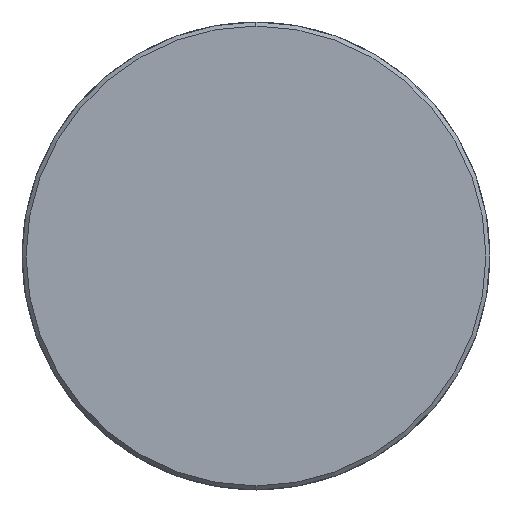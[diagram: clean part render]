
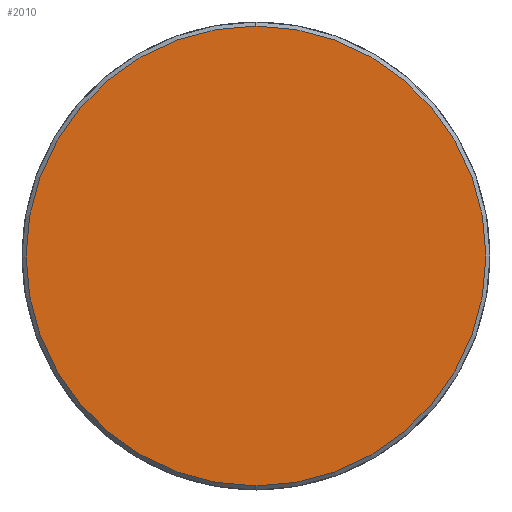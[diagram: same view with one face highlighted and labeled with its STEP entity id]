
A CAD part, left-side view. The second image highlights one B-rep face of the part: STEP entity #2010.
In plain terms, the highlighted planar face has unit normal (-1, 0, 0).
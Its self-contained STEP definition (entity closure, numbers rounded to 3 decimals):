
#10 = FACE_OUTER_BOUND ( 'NONE', #1054, .T. ) ;
#309 = EDGE_CURVE ( 'NONE', #466, #3009, #1441, .T. ) ;
#404 = AXIS2_PLACEMENT_3D ( 'NONE', #2151, #1573, #815 ) ;
#466 = VERTEX_POINT ( 'NONE', #1849 ) ;
#473 = DIRECTION ( 'NONE',  ( -1., 0., 0. ) ) ;
#492 = ORIENTED_EDGE ( 'NONE', *, *, #927, .T. ) ;
#815 = DIRECTION ( 'NONE',  ( 0., 0., -1. ) ) ;
#911 = CARTESIAN_POINT ( 'NONE',  ( -274.65, -142.186, 142.186 ) ) ;
#927 = EDGE_CURVE ( 'NONE', #3009, #466, #2446, .T. ) ;
#1054 = EDGE_LOOP ( 'NONE', ( #492, #1293 ) ) ;
#1160 = CARTESIAN_POINT ( 'NONE',  ( -274.65, 0., -140.5 ) ) ;
#1258 = AXIS2_PLACEMENT_3D ( 'NONE', #911, #2161, #1456 ) ;
#1293 = ORIENTED_EDGE ( 'NONE', *, *, #309, .T. ) ;
#1441 = CIRCLE ( 'NONE', #3018, 140.5 ) ;
#1456 = DIRECTION ( 'NONE',  ( 0., 0., -1. ) ) ;
#1573 = DIRECTION ( 'NONE',  ( -1., 0., 0. ) ) ;
#1849 = CARTESIAN_POINT ( 'NONE',  ( -274.65, 0., 140.5 ) ) ;
#2010 = ADVANCED_FACE ( 'NONE', ( #10 ), #2173, .F. ) ;
#2067 = CARTESIAN_POINT ( 'NONE',  ( -274.65, 0., 0. ) ) ;
#2151 = CARTESIAN_POINT ( 'NONE',  ( -274.65, 0., 0. ) ) ;
#2161 = DIRECTION ( 'NONE',  ( 1., 0., 0. ) ) ;
#2173 = PLANE ( 'NONE',  #1258 ) ;
#2446 = CIRCLE ( 'NONE', #404, 140.5 ) ;
#3009 = VERTEX_POINT ( 'NONE', #1160 ) ;
#3018 = AXIS2_PLACEMENT_3D ( 'NONE', #2067, #473, #3155 ) ;
#3155 = DIRECTION ( 'NONE',  ( 0., 0., -1. ) ) ;
